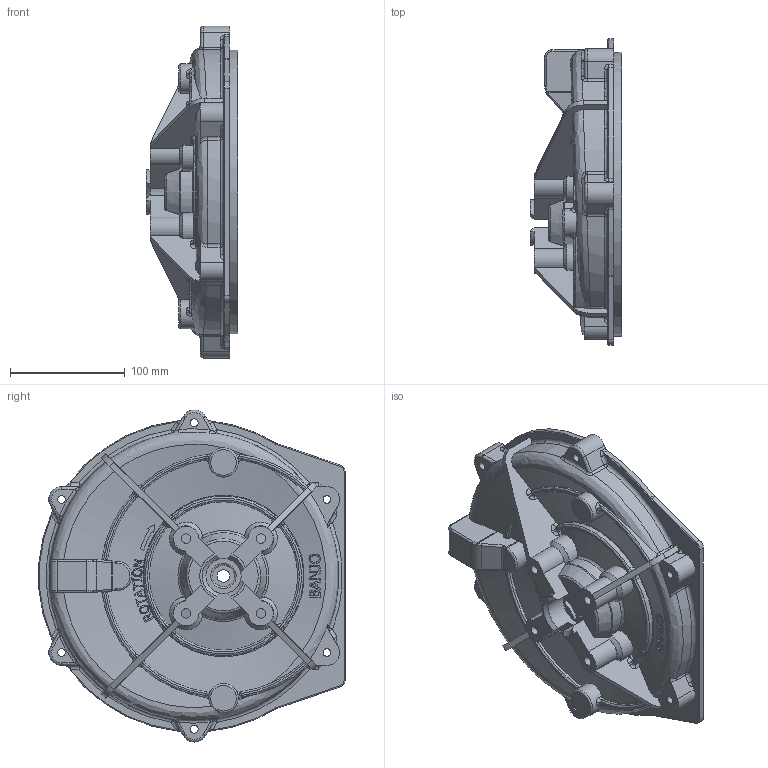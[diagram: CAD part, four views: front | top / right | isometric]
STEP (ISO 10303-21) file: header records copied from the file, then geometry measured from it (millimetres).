
FILE_DESCRIPTION(/* description */ (''),/* implementation_level */ '2;1');
FILE_NAME(/* name */ '222PIE5.stp',/* time_stamp */ '2019-08-13T10:32:47-04:00',/* author */ ('mclevenger'),/* organization */ (''),/* preprocessor_version */ 'ST-DEVELOPER v17.2',/* originating_system */ 'Autodesk Inventor 2019',/* authorisation */ '');
FILE_SCHEMA (('AUTOMOTIVE_DESIGN { 1 0 10303 214 3 1 1 }'));
Length unit declared in the file: inch
Products named in the file (6): 222PIE5; 15703; 15772; 12733V; 12733V_1; 12710V
Assembly tree (5 placements, depth 3):
  222PIE5
    15703
    15772
    12733V
      12733V_1
      12710V
Bounding box: 79.38 x 266.59 x 288.93 mm (x, y, z)
Volume: 869184.6 mm3; surface area: 295573 mm2
Topology: 4 solids, 4 shells, 1038 faces, 2848 edges, 1861 vertices
Faces by surface type: plane 330, cylinder 279, bspline 248, cone 92, torus 77, sphere 12
Full cylindrical faces by diameter (mm): 6.782 x9, 8.204 x4, 10.592 x1, 10.795 x4, 11.112 x1, 17.399 x1, 19.05 x1, 20.701 x4, 20.955 x1, 25.4 x3, 29.21 x1, 30.162 x1, 30.734 x1, 34.925 x3, 35.001 x1, 40.005 x2, 43.688 x1, 43.815 x1, 44.45 x1, 66.04 x1, 239.776 x1, 247.015 x1
Entity records: 41826 total; most frequent: CARTESIAN_POINT 17938, ORIENTED_EDGE 5680, DIRECTION 3981, EDGE_CURVE 2840, VERTEX_POINT 1861, AXIS2_PLACEMENT_3D 1520, EDGE_LOOP 1121, FACE_OUTER_BOUND 1038
